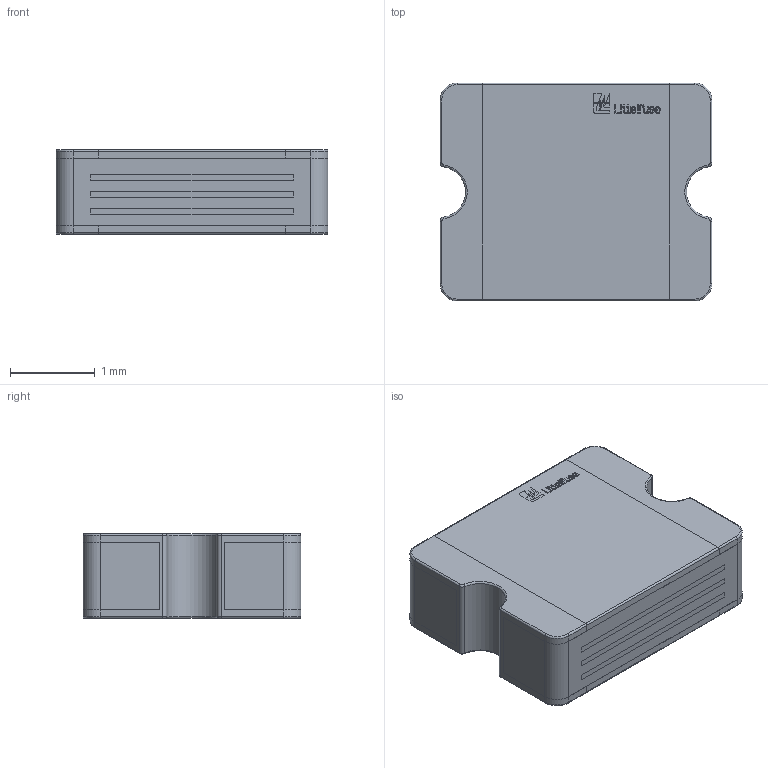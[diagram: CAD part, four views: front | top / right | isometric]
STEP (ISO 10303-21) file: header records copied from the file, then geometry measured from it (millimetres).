
FILE_DESCRIPTION(/* description */ (''),/* implementation_level */ '2;1');
FILE_NAME(/* name */ '1.stp',/* time_stamp */ '2019-10-16T09:33:42+02:00',/* author */ ('Karem'),/* organization */ (''),/* preprocessor_version */ 'ST-DEVELOPER v15.6',/* originating_system */ 'Autodesk Inventor 2015',/* authorisation */ '');
FILE_SCHEMA (('AUTOMOTIVE_DESIGN { 1 0 10303 214 3 1 1 }'));
Products named in the file (8): 1; 2; 3; 4; 5; Littelfuse Adjastable; 6
Bounding box: 3.21 x 2.58 x 1 mm (x, y, z)
Surface area: 109.1 mm2
Topology: 22 solids, 22 shells, 348 faces, 872 edges, 568 vertices
Faces by surface type: plane 213, bspline 63, cylinder 52, torus 20
Entity records: 10833 total; most frequent: CARTESIAN_POINT 2622, ORIENTED_EDGE 1744, DIRECTION 1478, EDGE_CURVE 872, LINE 614, VECTOR 614, VERTEX_POINT 568, AXIS2_PLACEMENT_3D 432
